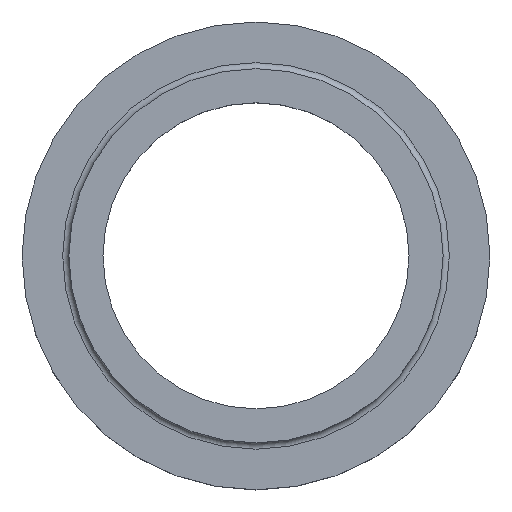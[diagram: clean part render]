
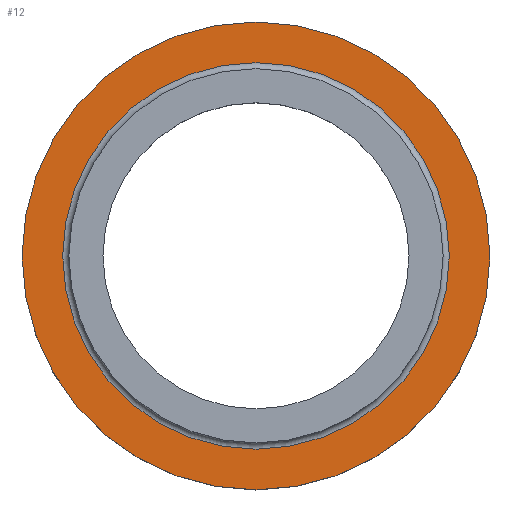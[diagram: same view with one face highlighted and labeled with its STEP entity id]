
A CAD part, top view. The second image highlights one B-rep face of the part: STEP entity #12.
In plain terms, the highlighted planar face has unit normal (0, 0, 1).
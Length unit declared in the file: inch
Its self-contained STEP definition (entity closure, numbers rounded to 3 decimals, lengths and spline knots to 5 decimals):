
#5 = CARTESIAN_POINT ( 'NONE',  ( 0., 0., -1.25 ) ) ;
#10 = FACE_BOUND ( 'NONE', #11, .T. ) ;
#11 = EDGE_LOOP ( 'NONE', ( #139 ) ) ;
#12 = ADVANCED_FACE ( 'NONE', ( #10, #172 ), #280, .F. ) ;
#19 = EDGE_LOOP ( 'NONE', ( #154 ) ) ;
#34 = EDGE_CURVE ( 'NONE', #131, #131, #165, .T. ) ;
#55 = DIRECTION ( 'NONE',  ( 0., 0., 1. ) ) ;
#71 = CARTESIAN_POINT ( 'NONE',  ( 4.92, 0., -1.25 ) ) ;
#77 = DIRECTION ( 'NONE',  ( 0., 0., -1. ) ) ;
#82 = AXIS2_PLACEMENT_3D ( 'NONE', #5, #146, #295 ) ;
#103 = EDGE_CURVE ( 'NONE', #164, #164, #250, .T. ) ;
#131 = VERTEX_POINT ( 'NONE', #221 ) ;
#139 = ORIENTED_EDGE ( 'NONE', *, *, #34, .T. ) ;
#146 = DIRECTION ( 'NONE',  ( 0., 0., -1. ) ) ;
#148 = CARTESIAN_POINT ( 'NONE',  ( 0., 3.935, -1.25 ) ) ;
#154 = ORIENTED_EDGE ( 'NONE', *, *, #103, .T. ) ;
#164 = VERTEX_POINT ( 'NONE', #71 ) ;
#165 = CIRCLE ( 'NONE', #82, 4.065 ) ;
#172 = FACE_OUTER_BOUND ( 'NONE', #19, .T. ) ;
#202 = DIRECTION ( 'NONE',  ( 1., 0., 0. ) ) ;
#208 = AXIS2_PLACEMENT_3D ( 'NONE', #148, #77, #231 ) ;
#221 = CARTESIAN_POINT ( 'NONE',  ( -4.065, 0., -1.25 ) ) ;
#229 = CARTESIAN_POINT ( 'NONE',  ( 0., 0., -1.25 ) ) ;
#231 = DIRECTION ( 'NONE',  ( -1., 0., 0. ) ) ;
#250 = CIRCLE ( 'NONE', #296, 4.92 ) ;
#280 = PLANE ( 'NONE',  #208 ) ;
#295 = DIRECTION ( 'NONE',  ( -1., 0., 0. ) ) ;
#296 = AXIS2_PLACEMENT_3D ( 'NONE', #229, #55, #202 ) ;
